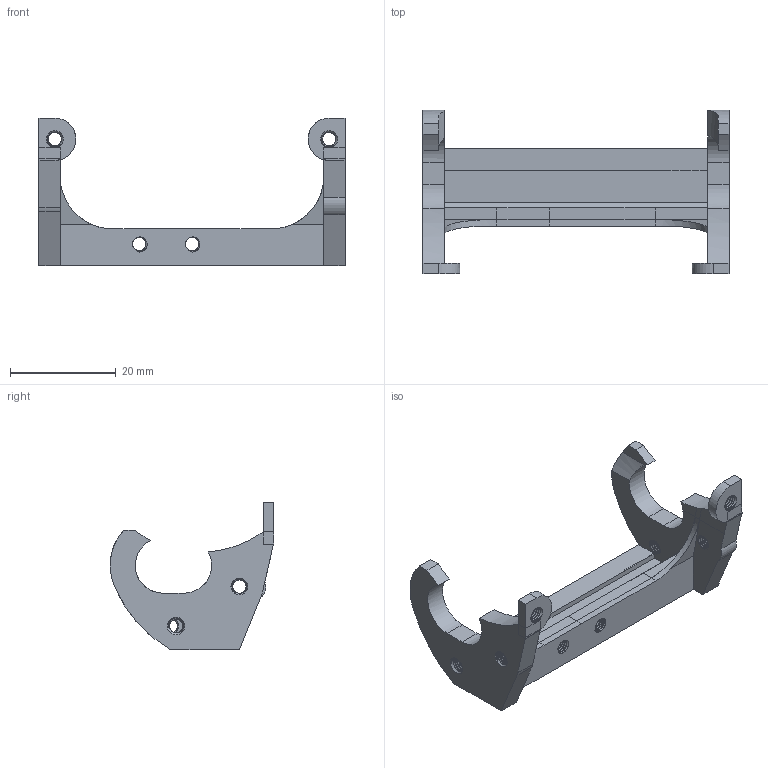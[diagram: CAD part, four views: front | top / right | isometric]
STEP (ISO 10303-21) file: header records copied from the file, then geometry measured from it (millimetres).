
FILE_DESCRIPTION(('FreeCAD Model'),'2;1');
FILE_NAME('Open CASCADE Shape Model','2025-05-29T15:35:15',(''),(''), 'Open CASCADE STEP processor 7.8','FreeCAD','Unknown');
FILE_SCHEMA(('AUTOMOTIVE_DESIGN { 1 0 10303 214 1 1 1 1 }'));
Length unit declared in the file: millimetre
Products named in the file (1): Hole161
Bounding box: 58 x 30.98 x 28 mm (x, y, z)
Volume: 5664.1 mm3; surface area: 5072.6 mm2
Topology: 1 solids, 1 shells, 389 faces, 966 edges, 579 vertices
Faces by surface type: bspline 240, cylinder 83, plane 58, cone 8
Full cylindrical faces by diameter (mm): 2.52 x50
Entity records: 34716 total; most frequent: CARTESIAN_POINT 27493, ORIENTED_EDGE 1932, EDGE_CURVE 966, DIRECTION 700, B_SPLINE_CURVE_WITH_KNOTS 650, VERTEX_POINT 579, FACE_BOUND 405, EDGE_LOOP 405
